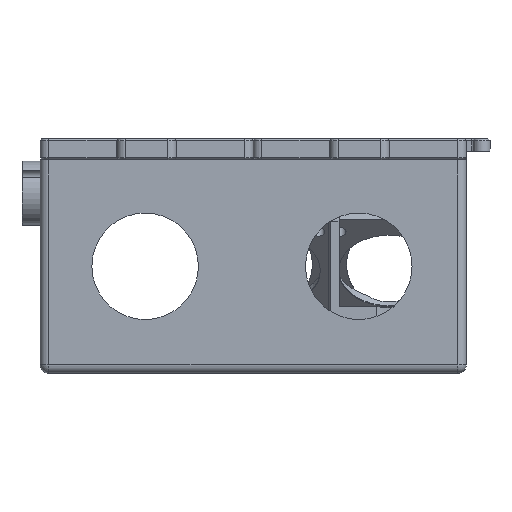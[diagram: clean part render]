
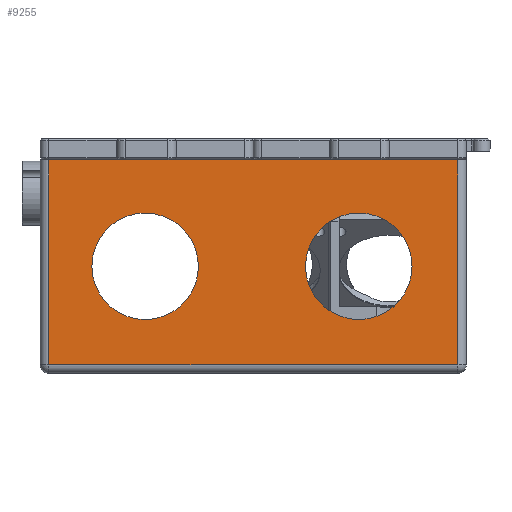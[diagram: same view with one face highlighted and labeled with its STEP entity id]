
A CAD part, left-side view. The second image highlights one B-rep face of the part: STEP entity #9255.
In plain terms, the highlighted face is planar.
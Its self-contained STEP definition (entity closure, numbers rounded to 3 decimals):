
#426=FACE_BOUND('',#1764,.T.);
#427=FACE_BOUND('',#1765,.T.);
#739=PLANE('',#10294);
#1202=FACE_OUTER_BOUND('',#1763,.T.);
#1763=EDGE_LOOP('',(#8427,#8428,#8429,#8430));
#1764=EDGE_LOOP('',(#8431));
#1765=EDGE_LOOP('',(#8432));
#2530=LINE('',#15281,#3405);
#2543=LINE('',#15360,#3418);
#2647=LINE('',#15691,#3522);
#2648=LINE('',#15694,#3523);
#3405=VECTOR('',#12398,10.);
#3418=VECTOR('',#12469,10.);
#3522=VECTOR('',#12819,10.);
#3523=VECTOR('',#12824,10.);
#3815=CIRCLE('',#10127,12.5);
#3818=CIRCLE('',#10132,12.5);
#4594=VERTEX_POINT('',#15213);
#4597=VERTEX_POINT('',#15223);
#4611=VERTEX_POINT('',#15278);
#4612=VERTEX_POINT('',#15280);
#4631=VERTEX_POINT('',#15358);
#4735=VERTEX_POINT('',#15690);
#5776=EDGE_CURVE('',#4594,#4594,#3815,.T.);
#5781=EDGE_CURVE('',#4597,#4597,#3818,.T.);
#5797=EDGE_CURVE('',#4611,#4612,#2530,.T.);
#5832=EDGE_CURVE('',#4631,#4611,#2543,.T.);
#5999=EDGE_CURVE('',#4735,#4612,#2647,.T.);
#6001=EDGE_CURVE('',#4631,#4735,#2648,.T.);
#8427=ORIENTED_EDGE('',*,*,#5797,.F.);
#8428=ORIENTED_EDGE('',*,*,#5832,.F.);
#8429=ORIENTED_EDGE('',*,*,#6001,.T.);
#8430=ORIENTED_EDGE('',*,*,#5999,.T.);
#8431=ORIENTED_EDGE('',*,*,#5776,.T.);
#8432=ORIENTED_EDGE('',*,*,#5781,.T.);
#9255=ADVANCED_FACE('',(#1202,#426,#427),#739,.T.);
#10127=AXIS2_PLACEMENT_3D('',#15214,#12361,#12362);
#10132=AXIS2_PLACEMENT_3D('',#15224,#12373,#12374);
#10294=AXIS2_PLACEMENT_3D('',#15693,#12822,#12823);
#12361=DIRECTION('center_axis',(-1.,0.,0.));
#12362=DIRECTION('ref_axis',(0.,0.,-1.));
#12373=DIRECTION('center_axis',(-1.,0.,0.));
#12374=DIRECTION('ref_axis',(0.,0.,-1.));
#12398=DIRECTION('',(0.,1.,0.));
#12469=DIRECTION('',(0.,0.,1.));
#12819=DIRECTION('',(0.,0.,1.));
#12822=DIRECTION('center_axis',(1.,0.,0.));
#12823=DIRECTION('ref_axis',(0.,1.,0.));
#12824=DIRECTION('',(0.,1.,0.));
#15213=CARTESIAN_POINT('',(9.795,15.561,37.47));
#15214=CARTESIAN_POINT('Origin',(9.795,15.561,24.97));
#15223=CARTESIAN_POINT('',(9.795,-34.595,37.47));
#15224=CARTESIAN_POINT('Origin',(9.795,-34.595,24.97));
#15278=CARTESIAN_POINT('',(9.795,-57.795,48.1));
#15280=CARTESIAN_POINT('',(9.795,38.205,48.1));
#15281=CARTESIAN_POINT('',(9.795,-33.795,48.1));
#15358=CARTESIAN_POINT('',(9.795,-57.795,0.));
#15360=CARTESIAN_POINT('',(9.795,-57.795,0.));
#15690=CARTESIAN_POINT('',(9.795,38.205,0.));
#15691=CARTESIAN_POINT('',(9.795,38.205,0.));
#15693=CARTESIAN_POINT('Origin',(9.795,-57.795,0.));
#15694=CARTESIAN_POINT('',(9.795,-57.795,0.));
